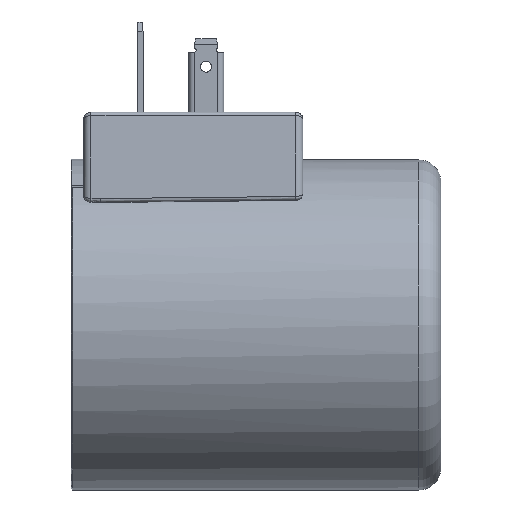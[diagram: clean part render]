
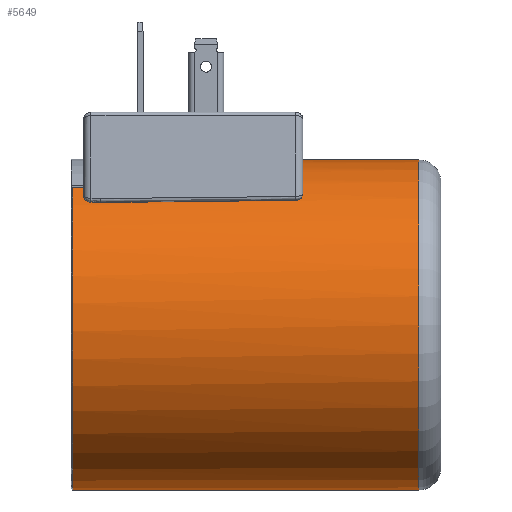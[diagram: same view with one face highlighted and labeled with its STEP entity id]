
A CAD part, left-side view. The second image highlights one B-rep face of the part: STEP entity #5649.
In plain terms, the highlighted cylindrical face has radius 22.5 mm (diameter 45 mm), a partial arc.
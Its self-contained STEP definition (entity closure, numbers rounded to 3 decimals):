
#116 = CARTESIAN_POINT ( 'NONE',  ( 0., 3., -22.5 ) ) ;
#129 = ORIENTED_EDGE ( 'NONE', *, *, #757, .F. ) ;
#139 = VECTOR ( 'NONE', #5230, 1000. ) ;
#370 = LINE ( 'NONE', #3291, #139 ) ;
#371 = CARTESIAN_POINT ( 'NONE',  ( -3.863, 27.25, 22.17 ) ) ;
#483 = CARTESIAN_POINT ( 'NONE',  ( -10.5, 34.5, 19.9 ) ) ;
#575 = CARTESIAN_POINT ( 'NONE',  ( -2.718, 26.759, 22.337 ) ) ;
#594 = CARTESIAN_POINT ( 'NONE',  ( -12.5, 36.5, 18.708 ) ) ;
#607 = CARTESIAN_POINT ( 'NONE',  ( -8.097, 33.11, 20.993 ) ) ;
#650 = CARTESIAN_POINT ( 'NONE',  ( -11.958, 35.125, 19.059 ) ) ;
#701 = CARTESIAN_POINT ( 'NONE',  ( -7.998, 32.621, 21.031 ) ) ;
#746 = ORIENTED_EDGE ( 'NONE', *, *, #7922, .T. ) ;
#757 = EDGE_CURVE ( 'NONE', #8332, #5554, #3395, .T. ) ;
#761 = DIRECTION ( 'NONE',  ( 0., 0., -1. ) ) ;
#799 = ORIENTED_EDGE ( 'NONE', *, *, #3994, .F. ) ;
#978 = DIRECTION ( 'NONE',  ( 0., 0., -1. ) ) ;
#1067 = CARTESIAN_POINT ( 'NONE',  ( -5.667, 28.568, 21.775 ) ) ;
#1211 = CARTESIAN_POINT ( 'NONE',  ( -12.5, 36.5, 18.708 ) ) ;
#1295 = CARTESIAN_POINT ( 'NONE',  ( -11.457, 34.739, 19.365 ) ) ;
#1304 = LINE ( 'NONE', #7895, #8918 ) ;
#1323 = CARTESIAN_POINT ( 'NONE',  ( -12.201, 35.44, 18.905 ) ) ;
#1361 = CARTESIAN_POINT ( 'NONE',  ( -10.995, 34.546, 19.633 ) ) ;
#1377 = CARTESIAN_POINT ( 'NONE',  ( -7.697, 31.661, 21.143 ) ) ;
#1599 = B_SPLINE_CURVE_WITH_KNOTS ( 'NONE', 3,
 ( #5372, #1947, #1361, #2674, #1295, #5433, #8164, #650, #5470, #1323, #7478, #6147, #5342, #4691, #8883, #594 ),
 .UNSPECIFIED., .F., .F.,
 ( 4, 2, 2, 2, 2, 2, 2, 4 ),
 ( 0., 0.001, 0.001, 0.002, 0.002, 0.003, 0.003, 0.003 ),
 .UNSPECIFIED. ) ;
#1775 = CARTESIAN_POINT ( 'NONE',  ( -6.181, 29.106, 21.635 ) ) ;
#1884 = CARTESIAN_POINT ( 'NONE',  ( -8.4, 34.178, 20.873 ) ) ;
#1947 = CARTESIAN_POINT ( 'NONE',  ( -10.753, 34.5, 19.766 ) ) ;
#2037 = VERTEX_POINT ( 'NONE', #5350 ) ;
#2190 = CARTESIAN_POINT ( 'NONE',  ( -12.5, 50.2, 18.708 ) ) ;
#2236 = DIRECTION ( 'NONE',  ( 0., -1., 0. ) ) ;
#2351 = CARTESIAN_POINT ( 'NONE',  ( 0., 34.5, 0. ) ) ;
#2447 = ORIENTED_EDGE ( 'NONE', *, *, #6200, .T. ) ;
#2466 = VERTEX_POINT ( 'NONE', #8105 ) ;
#2481 = CARTESIAN_POINT ( 'NONE',  ( -1.995, 26.542, 22.413 ) ) ;
#2583 = CARTESIAN_POINT ( 'NONE',  ( -8.911, 34.5, 20.662 ) ) ;
#2638 = CIRCLE ( 'NONE', #6202, 22.5 ) ;
#2674 = CARTESIAN_POINT ( 'NONE',  ( -11.343, 34.682, 19.432 ) ) ;
#2713 = CARTESIAN_POINT ( 'NONE',  ( -7.781, 31.9, 21.112 ) ) ;
#2777 = ORIENTED_EDGE ( 'NONE', *, *, #8161, .T. ) ;
#2843 = CARTESIAN_POINT ( 'NONE',  ( 0., 3., 22.5 ) ) ;
#3091 = DIRECTION ( 'NONE',  ( 0., -1., 0. ) ) ;
#3291 = CARTESIAN_POINT ( 'NONE',  ( 0., 0., 22.5 ) ) ;
#3310 = CARTESIAN_POINT ( 'NONE',  ( -5.116, 28.073, 21.914 ) ) ;
#3335 = CARTESIAN_POINT ( 'NONE',  ( -5.843, 28.742, 21.729 ) ) ;
#3395 = CIRCLE ( 'NONE', #7932, 22.5 ) ;
#3591 = CARTESIAN_POINT ( 'NONE',  ( -12.5, 0., 18.708 ) ) ;
#3842 = B_SPLINE_CURVE_WITH_KNOTS ( 'NONE', 3,
 ( #7183, #8601, #6027, #4703, #2481, #7398, #575, #4493, #371, #5180, #3310, #1067, #3335, #1775, #8806, #6538, #8894, #8176, #5417, #1377, #2713, #701, #607, #8148 ),
 .UNSPECIFIED., .F., .F.,
 ( 4, 2, 2, 2, 2, 2, 2, 2, 2, 2, 2, 4 ),
 ( 0.039, 0.04, 0.041, 0.042, 0.043, 0.045, 0.046, 0.046, 0.048, 0.049, 0.049, 0.051 ),
 .UNSPECIFIED. ) ;
#3994 = EDGE_CURVE ( 'NONE', #2466, #8332, #370, .T. ) ;
#4077 = EDGE_CURVE ( 'NONE', #8060, #6500, #1599, .T. ) ;
#4455 = DIRECTION ( 'NONE',  ( 0., 0., 1. ) ) ;
#4479 = EDGE_LOOP ( 'NONE', ( #799, #6469, #2777, #2447, #6476, #6020, #7297, #746, #129 ) ) ;
#4493 = CARTESIAN_POINT ( 'NONE',  ( -3.416, 27.029, 22.244 ) ) ;
#4605 = CARTESIAN_POINT ( 'NONE',  ( -8.165, 33.736, 20.966 ) ) ;
#4659 = EDGE_CURVE ( 'NONE', #6500, #7477, #7412, .T. ) ;
#4691 = CARTESIAN_POINT ( 'NONE',  ( -12.484, 36.214, 18.719 ) ) ;
#4703 = CARTESIAN_POINT ( 'NONE',  ( -1.747, 26.484, 22.433 ) ) ;
#4879 = DIRECTION ( 'NONE',  ( 0., -1., 0. ) ) ;
#5037 = VERTEX_POINT ( 'NONE', #8429 ) ;
#5180 = CARTESIAN_POINT ( 'NONE',  ( -4.719, 27.775, 22.004 ) ) ;
#5230 = DIRECTION ( 'NONE',  ( 0., -1., 0. ) ) ;
#5283 = CARTESIAN_POINT ( 'NONE',  ( -8.204, 33.858, 20.951 ) ) ;
#5342 = CARTESIAN_POINT ( 'NONE',  ( -12.425, 35.941, 18.758 ) ) ;
#5350 = CARTESIAN_POINT ( 'NONE',  ( -8.151, 33.609, 20.972 ) ) ;
#5372 = CARTESIAN_POINT ( 'NONE',  ( -10.5, 34.5, 19.9 ) ) ;
#5417 = CARTESIAN_POINT ( 'NONE',  ( -7.509, 31.195, 21.21 ) ) ;
#5433 = CARTESIAN_POINT ( 'NONE',  ( -11.67, 34.873, 19.238 ) ) ;
#5470 = CARTESIAN_POINT ( 'NONE',  ( -12.047, 35.225, 19.004 ) ) ;
#5531 = AXIS2_PLACEMENT_3D ( 'NONE', #6332, #4879, #761 ) ;
#5554 = VERTEX_POINT ( 'NONE', #116 ) ;
#5559 = CARTESIAN_POINT ( 'NONE',  ( 0., 0., 0. ) ) ;
#5637 = VECTOR ( 'NONE', #8380, 1000. ) ;
#5649 = ADVANCED_FACE ( 'NONE', ( #6455 ), #8406, .T. ) ;
#5775 = DIRECTION ( 'NONE',  ( 0., -1., 0. ) ) ;
#5817 = DIRECTION ( 'NONE',  ( 0., -1., 0. ) ) ;
#5934 = EDGE_CURVE ( 'NONE', #2466, #2037, #3842, .T. ) ;
#5979 = CARTESIAN_POINT ( 'NONE',  ( -8.321, 34.08, 20.905 ) ) ;
#6020 = ORIENTED_EDGE ( 'NONE', *, *, #4659, .T. ) ;
#6027 = CARTESIAN_POINT ( 'NONE',  ( -1.003, 26.346, 22.483 ) ) ;
#6086 = AXIS2_PLACEMENT_3D ( 'NONE', #5559, #2236, #6231 ) ;
#6147 = CARTESIAN_POINT ( 'NONE',  ( -12.382, 35.809, 18.787 ) ) ;
#6200 = EDGE_CURVE ( 'NONE', #7097, #8060, #2638, .T. ) ;
#6202 = AXIS2_PLACEMENT_3D ( 'NONE', #2351, #5817, #4455 ) ;
#6231 = DIRECTION ( 'NONE',  ( 0., 0., -1. ) ) ;
#6246 = CIRCLE ( 'NONE', #5531, 22.5 ) ;
#6332 = CARTESIAN_POINT ( 'NONE',  ( 0., 50.2, 0. ) ) ;
#6455 = FACE_OUTER_BOUND ( 'NONE', #4479, .T. ) ;
#6469 = ORIENTED_EDGE ( 'NONE', *, *, #5934, .T. ) ;
#6476 = ORIENTED_EDGE ( 'NONE', *, *, #4077, .T. ) ;
#6500 = VERTEX_POINT ( 'NONE', #1211 ) ;
#6538 = CARTESIAN_POINT ( 'NONE',  ( -6.799, 29.889, 21.45 ) ) ;
#6544 = CARTESIAN_POINT ( 'NONE',  ( -9.145, 34.5, 20.557 ) ) ;
#6634 = CARTESIAN_POINT ( 'NONE',  ( -8.676, 34.416, 20.761 ) ) ;
#7097 = VERTEX_POINT ( 'NONE', #6544 ) ;
#7137 = CARTESIAN_POINT ( 'NONE',  ( 0., 3., 0. ) ) ;
#7183 = CARTESIAN_POINT ( 'NONE',  ( 0., 26.3, 22.5 ) ) ;
#7297 = ORIENTED_EDGE ( 'NONE', *, *, #7463, .T. ) ;
#7398 = CARTESIAN_POINT ( 'NONE',  ( -2.48, 26.68, 22.364 ) ) ;
#7412 = LINE ( 'NONE', #3591, #5637 ) ;
#7463 = EDGE_CURVE ( 'NONE', #7477, #5037, #6246, .T. ) ;
#7477 = VERTEX_POINT ( 'NONE', #2190 ) ;
#7478 = CARTESIAN_POINT ( 'NONE',  ( -12.269, 35.557, 18.861 ) ) ;
#7895 = CARTESIAN_POINT ( 'NONE',  ( 0., 0., -22.5 ) ) ;
#7922 = EDGE_CURVE ( 'NONE', #5037, #5554, #1304, .T. ) ;
#7932 = AXIS2_PLACEMENT_3D ( 'NONE', #7137, #5775, #978 ) ;
#8036 = CARTESIAN_POINT ( 'NONE',  ( -9.145, 34.5, 20.557 ) ) ;
#8060 = VERTEX_POINT ( 'NONE', #483 ) ;
#8105 = CARTESIAN_POINT ( 'NONE',  ( 0., 26.3, 22.5 ) ) ;
#8148 = CARTESIAN_POINT ( 'NONE',  ( -8.151, 33.609, 20.972 ) ) ;
#8161 = EDGE_CURVE ( 'NONE', #2037, #7097, #8829, .T. ) ;
#8164 = CARTESIAN_POINT ( 'NONE',  ( -11.77, 34.95, 19.176 ) ) ;
#8176 = CARTESIAN_POINT ( 'NONE',  ( -7.405, 30.969, 21.247 ) ) ;
#8332 = VERTEX_POINT ( 'NONE', #2843 ) ;
#8380 = DIRECTION ( 'NONE',  ( 0., 1., 0. ) ) ;
#8406 = CYLINDRICAL_SURFACE ( 'NONE', #6086, 22.5 ) ;
#8429 = CARTESIAN_POINT ( 'NONE',  ( 0., 50.2, -22.5 ) ) ;
#8601 = CARTESIAN_POINT ( 'NONE',  ( -0.503, 26.3, 22.5 ) ) ;
#8704 = CARTESIAN_POINT ( 'NONE',  ( -8.151, 33.609, 20.972 ) ) ;
#8806 = CARTESIAN_POINT ( 'NONE',  ( -6.343, 29.298, 21.588 ) ) ;
#8829 = B_SPLINE_CURVE_WITH_KNOTS ( 'NONE', 3,
 ( #8704, #4605, #5283, #5979, #1884, #6634, #2583, #8036 ),
 .UNSPECIFIED., .F., .F.,
 ( 4, 2, 2, 4 ),
 ( 0., 0., 0.001, 0.002 ),
 .UNSPECIFIED. ) ;
#8883 = CARTESIAN_POINT ( 'NONE',  ( -12.5, 36.356, 18.708 ) ) ;
#8894 = CARTESIAN_POINT ( 'NONE',  ( -7.064, 30.307, 21.364 ) ) ;
#8918 = VECTOR ( 'NONE', #3091, 1000. ) ;
